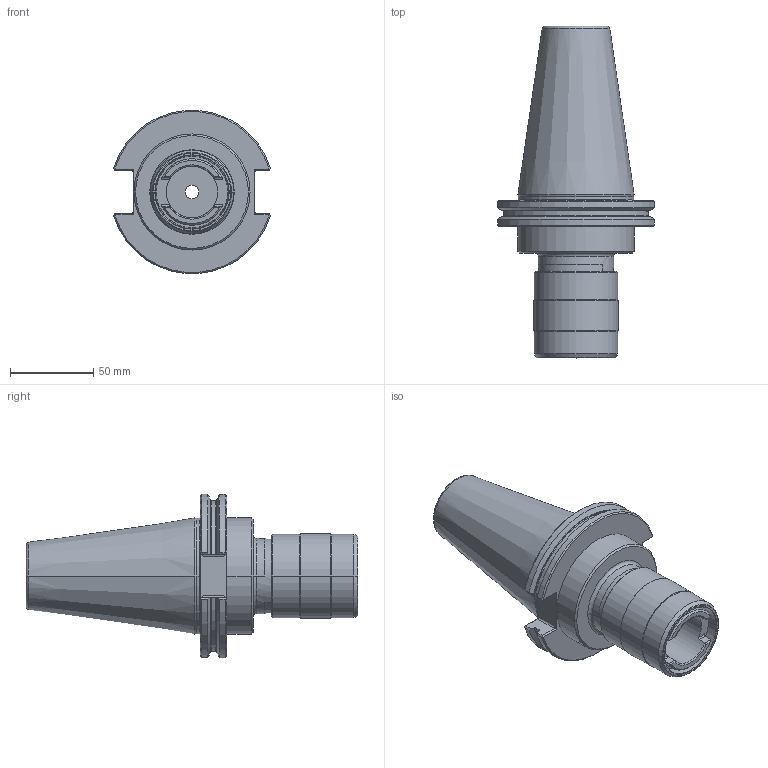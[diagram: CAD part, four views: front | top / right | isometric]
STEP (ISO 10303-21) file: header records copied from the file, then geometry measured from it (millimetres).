
FILE_DESCRIPTION((''),'2;1');
FILE_NAME('21680-50CAT_SW0001','2019-05-27T',('046'),(''),'CREO PARAMETRIC BY PTC INC, 2016260','CREO PARAMETRIC BY PTC INC, 2016260','');
FILE_SCHEMA(('CONFIG_CONTROL_DESIGN'));
Length unit declared in the file: millimetre
Products named in the file (1): 21680-50CAT_SW0001
Bounding box: 94.4 x 199.6 x 98.06 mm (x, y, z)
Volume: 477887.6 mm3; surface area: 62583.1 mm2
Topology: 1 solids, 1 shells, 149 faces, 382 edges, 241 vertices
Faces by surface type: plane 53, cylinder 42, cone 36, torus 18
Entity records: 4800 total; most frequent: CARTESIAN_POINT 1168, ORIENTED_EDGE 760, DIRECTION 748, EDGE_CURVE 380, AXIS2_PLACEMENT_3D 287, VERTEX_POINT 241, VECTOR 174, LINE 174
